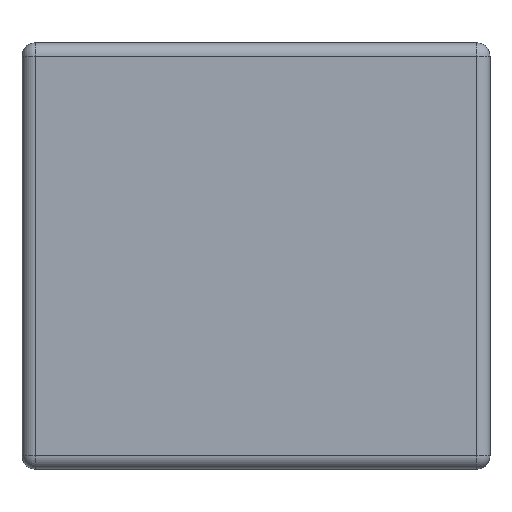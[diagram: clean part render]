
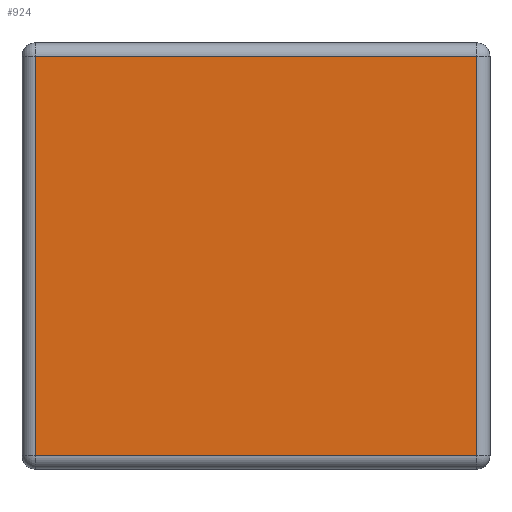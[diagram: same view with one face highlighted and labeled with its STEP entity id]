
A CAD part, left-side view. The second image highlights one B-rep face of the part: STEP entity #924.
In plain terms, the highlighted planar face has unit normal (-1, 0, 0).
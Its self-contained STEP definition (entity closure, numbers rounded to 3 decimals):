
#5 = ORIENTED_EDGE ( 'NONE', *, *, #828, .T. ) ;
#25 = VECTOR ( 'NONE', #372, 1000. ) ;
#192 = LINE ( 'NONE', #999, #824 ) ;
#196 = CARTESIAN_POINT ( 'NONE',  ( -0.635, 1.12, -0.478 ) ) ;
#209 = DIRECTION ( 'NONE',  ( 0., 0., -1. ) ) ;
#279 = VERTEX_POINT ( 'NONE', #477 ) ;
#280 = VERTEX_POINT ( 'NONE', #873 ) ;
#285 = CARTESIAN_POINT ( 'NONE',  ( -0.635, 1.12, -0.51 ) ) ;
#343 = AXIS2_PLACEMENT_3D ( 'NONE', #285, #472, #209 ) ;
#345 = EDGE_CURVE ( 'NONE', #279, #280, #420, .T. ) ;
#372 = DIRECTION ( 'NONE',  ( 0., 0., 1. ) ) ;
#403 = DIRECTION ( 'NONE',  ( 0., 1., 0. ) ) ;
#420 = LINE ( 'NONE', #196, #1250 ) ;
#446 = CARTESIAN_POINT ( 'NONE',  ( -0.635, 0.032, -0.51 ) ) ;
#472 = DIRECTION ( 'NONE',  ( 1., 0., 0. ) ) ;
#475 = DIRECTION ( 'NONE',  ( 0., -1., 0. ) ) ;
#477 = CARTESIAN_POINT ( 'NONE',  ( -0.635, 1.088, -0.478 ) ) ;
#511 = LINE ( 'NONE', #537, #1236 ) ;
#515 = EDGE_LOOP ( 'NONE', ( #530, #1147, #5, #1176 ) ) ;
#530 = ORIENTED_EDGE ( 'NONE', *, *, #686, .T. ) ;
#537 = CARTESIAN_POINT ( 'NONE',  ( -0.635, 1.088, -0.51 ) ) ;
#553 = CARTESIAN_POINT ( 'NONE',  ( -0.635, 1.088, 0.478 ) ) ;
#685 = PLANE ( 'NONE',  #343 ) ;
#686 = EDGE_CURVE ( 'NONE', #855, #279, #511, .T. ) ;
#809 = CARTESIAN_POINT ( 'NONE',  ( -0.635, 0.032, 0.478 ) ) ;
#824 = VECTOR ( 'NONE', #403, 1000. ) ;
#828 = EDGE_CURVE ( 'NONE', #280, #1271, #889, .T. ) ;
#855 = VERTEX_POINT ( 'NONE', #553 ) ;
#873 = CARTESIAN_POINT ( 'NONE',  ( -0.635, 0.032, -0.478 ) ) ;
#889 = LINE ( 'NONE', #446, #25 ) ;
#924 = ADVANCED_FACE ( 'NONE', ( #1259 ), #685, .F. ) ;
#989 = EDGE_CURVE ( 'NONE', #1271, #855, #192, .T. ) ;
#999 = CARTESIAN_POINT ( 'NONE',  ( -0.635, 1.12, 0.478 ) ) ;
#1147 = ORIENTED_EDGE ( 'NONE', *, *, #345, .T. ) ;
#1176 = ORIENTED_EDGE ( 'NONE', *, *, #989, .T. ) ;
#1227 = DIRECTION ( 'NONE',  ( 0., 0., -1. ) ) ;
#1236 = VECTOR ( 'NONE', #1227, 1000. ) ;
#1250 = VECTOR ( 'NONE', #475, 1000. ) ;
#1259 = FACE_OUTER_BOUND ( 'NONE', #515, .T. ) ;
#1271 = VERTEX_POINT ( 'NONE', #809 ) ;
